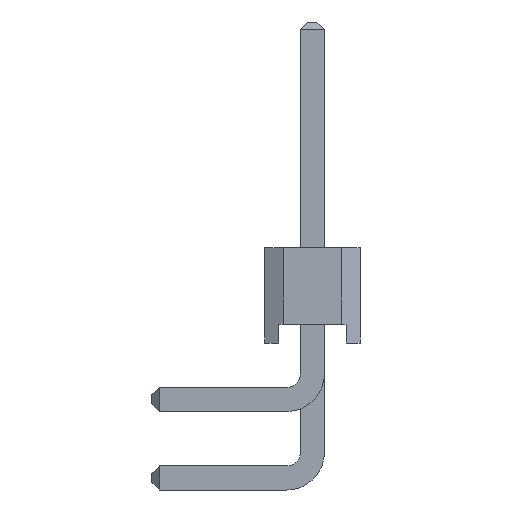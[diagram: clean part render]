
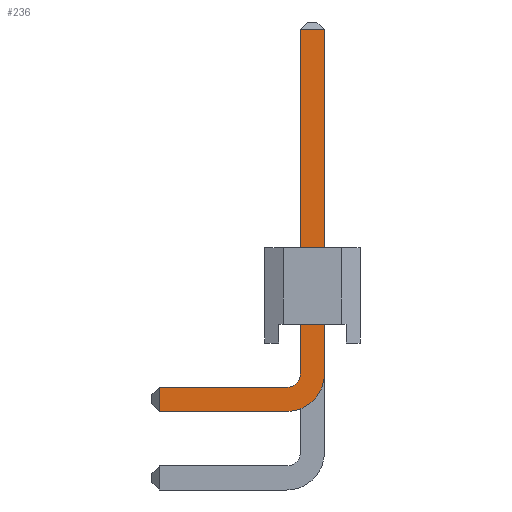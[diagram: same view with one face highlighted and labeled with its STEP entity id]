
A CAD part, left-side view. The second image highlights one B-rep face of the part: STEP entity #236.
In plain terms, the highlighted planar face has unit normal (-1, 0, 0).
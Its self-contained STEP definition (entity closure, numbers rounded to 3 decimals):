
#236 = ADVANCED_FACE( '', ( #489 ), #490, .T. );
#489 = FACE_OUTER_BOUND( '', #751, .T. );
#490 = PLANE( '', #752 );
#751 = EDGE_LOOP( '', ( #1417, #1418, #1419, #1420, #1421, #1422, #1423, #1424 ) );
#752 = AXIS2_PLACEMENT_3D( '', #1425, #1426, #1427 );
#1417 = ORIENTED_EDGE( '', *, *, #1827, .F. );
#1418 = ORIENTED_EDGE( '', *, *, #1804, .T. );
#1419 = ORIENTED_EDGE( '', *, *, #1698, .F. );
#1420 = ORIENTED_EDGE( '', *, *, #1802, .F. );
#1421 = ORIENTED_EDGE( '', *, *, #1778, .F. );
#1422 = ORIENTED_EDGE( '', *, *, #1724, .T. );
#1423 = ORIENTED_EDGE( '', *, *, #1771, .F. );
#1424 = ORIENTED_EDGE( '', *, *, #1824, .F. );
#1425 = CARTESIAN_POINT( '', ( -0.32, 0.68, -4.18 ) );
#1426 = DIRECTION( '', ( -1., 0., 0. ) );
#1427 = DIRECTION( '', ( 0., 0., 1. ) );
#1698 = EDGE_CURVE( '', #2086, #1965, #2087, .T. );
#1724 = EDGE_CURVE( '', #2113, #2122, #2124, .T. );
#1771 = EDGE_CURVE( '', #2192, #2122, #2193, .T. );
#1778 = EDGE_CURVE( '', #2113, #2201, #2202, .T. );
#1802 = EDGE_CURVE( '', #2201, #2086, #2232, .T. );
#1804 = EDGE_CURVE( '', #2004, #1965, #2234, .T. );
#1824 = EDGE_CURVE( '', #2255, #2192, #2256, .T. );
#1827 = EDGE_CURVE( '', #2004, #2255, #2259, .T. );
#1965 = VERTEX_POINT( '', #2455 );
#2004 = VERTEX_POINT( '', #2513 );
#2086 = VERTEX_POINT( '', #2636 );
#2087 = LINE( '', #2637, #2638 );
#2113 = VERTEX_POINT( '', #2675 );
#2122 = VERTEX_POINT( '', #2689 );
#2124 = LINE( '', #2692, #2693 );
#2192 = VERTEX_POINT( '', #2798 );
#2193 = LINE( '', #2799, #2800 );
#2201 = VERTEX_POINT( '', #2812 );
#2202 = LINE( '', #2813, #2814 );
#2232 = CIRCLE( '', #2859, 1. );
#2234 = LINE( '', #2861, #2862 );
#2255 = VERTEX_POINT( '', #2892 );
#2256 = CIRCLE( '', #2893, 0.36 );
#2259 = LINE( '', #2897, #2898 );
#2455 = CARTESIAN_POINT( '', ( -0.32, 4.07, -5.18 ) );
#2513 = CARTESIAN_POINT( '', ( -0.32, 4.07, -4.54 ) );
#2636 = CARTESIAN_POINT( '', ( -0.32, 0.68, -5.18 ) );
#2637 = CARTESIAN_POINT( '', ( -0.32, 4.27, -5.18 ) );
#2638 = VECTOR( '', #3038, 1000. );
#2675 = CARTESIAN_POINT( '', ( -0.32, -0.32, 4.98 ) );
#2689 = CARTESIAN_POINT( '', ( -0.32, 0.32, 4.98 ) );
#2692 = CARTESIAN_POINT( '', ( -0.32, 0.32, 4.98 ) );
#2693 = VECTOR( '', #3062, 1000. );
#2798 = CARTESIAN_POINT( '', ( -0.32, 0.32, -4.18 ) );
#2799 = CARTESIAN_POINT( '', ( -0.32, 0.32, -4.18 ) );
#2800 = VECTOR( '', #3100, 1000. );
#2812 = CARTESIAN_POINT( '', ( -0.32, -0.32, -4.18 ) );
#2813 = CARTESIAN_POINT( '', ( -0.32, -0.32, -4.18 ) );
#2814 = VECTOR( '', #3105, 1000. );
#2859 = AXIS2_PLACEMENT_3D( '', #3121, #3122, #3123 );
#2861 = CARTESIAN_POINT( '', ( -0.32, 4.07, -5.18 ) );
#2862 = VECTOR( '', #3124, 1000. );
#2892 = CARTESIAN_POINT( '', ( -0.32, 0.68, -4.54 ) );
#2893 = AXIS2_PLACEMENT_3D( '', #3134, #3135, #3136 );
#2897 = CARTESIAN_POINT( '', ( -0.32, 4.27, -4.54 ) );
#2898 = VECTOR( '', #3138, 1000. );
#3038 = DIRECTION( '', ( 0., 1., 0. ) );
#3062 = DIRECTION( '', ( 0., 1., 0. ) );
#3100 = DIRECTION( '', ( 0., 0., 1. ) );
#3105 = DIRECTION( '', ( 0., 0., -1. ) );
#3121 = CARTESIAN_POINT( '', ( -0.32, 0.68, -4.18 ) );
#3122 = DIRECTION( '', ( 1., 0., 0. ) );
#3123 = DIRECTION( '', ( 0., 1., 0. ) );
#3124 = DIRECTION( '', ( 0., 0., -1. ) );
#3134 = CARTESIAN_POINT( '', ( -0.32, 0.68, -4.18 ) );
#3135 = DIRECTION( '', ( -1., 0., 0. ) );
#3136 = DIRECTION( '', ( 0., 1., 0. ) );
#3138 = DIRECTION( '', ( 0., -1., 0. ) );
